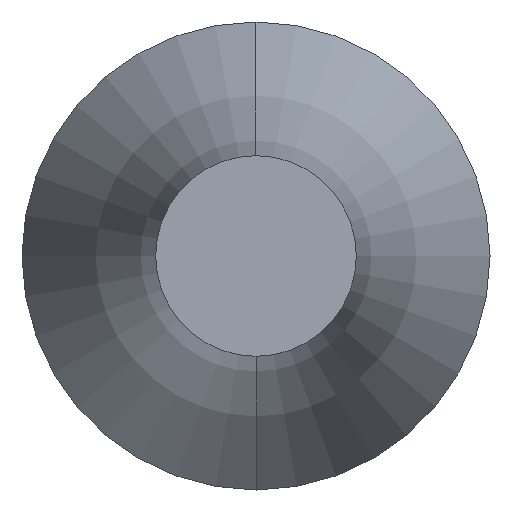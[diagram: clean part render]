
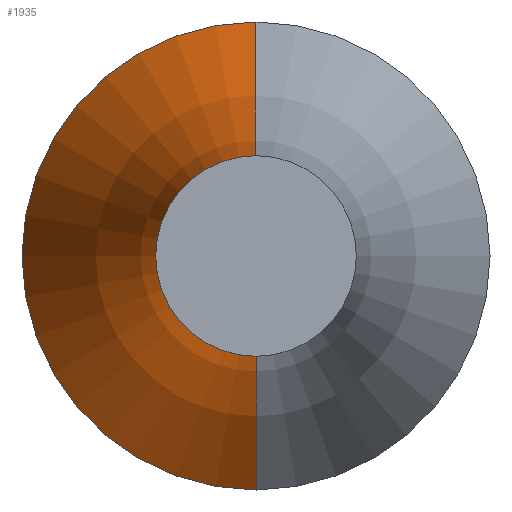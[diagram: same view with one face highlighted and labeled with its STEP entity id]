
A CAD part, front view. The second image highlights one B-rep face of the part: STEP entity #1935.
In plain terms, the highlighted toroidal (fillet/blend) face has major radius 78.062 mm and minor radius 72.062 mm.
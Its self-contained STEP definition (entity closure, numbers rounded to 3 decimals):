
#88 = EDGE_CURVE ( 'NONE', #1529, #388, #2526, .T. ) ;
#191 = DIRECTION ( 'NONE',  ( -1., 0., 0. ) ) ;
#229 = AXIS2_PLACEMENT_3D ( 'NONE', #517, #1583, #2045 ) ;
#274 = CIRCLE ( 'NONE', #1867, 14. ) ;
#305 = CIRCLE ( 'NONE', #229, 72.063 ) ;
#310 = ORIENTED_EDGE ( 'NONE', *, *, #88, .F. ) ;
#388 = VERTEX_POINT ( 'NONE', #625 ) ;
#451 = VERTEX_POINT ( 'NONE', #1513 ) ;
#517 = CARTESIAN_POINT ( 'NONE',  ( 0., 38., 78.063 ) ) ;
#526 = EDGE_CURVE ( 'NONE', #451, #388, #1425, .T. ) ;
#625 = CARTESIAN_POINT ( 'NONE',  ( 0., 38., -6. ) ) ;
#667 = CARTESIAN_POINT ( 'NONE',  ( 0., 38., 0. ) ) ;
#811 = FACE_OUTER_BOUND ( 'NONE', #1017, .T. ) ;
#820 = ORIENTED_EDGE ( 'NONE', *, *, #2316, .T. ) ;
#835 = AXIS2_PLACEMENT_3D ( 'NONE', #667, #1975, #2179 ) ;
#859 = CARTESIAN_POINT ( 'NONE',  ( 0., 38., -78.063 ) ) ;
#870 = VERTEX_POINT ( 'NONE', #1074 ) ;
#930 = ORIENTED_EDGE ( 'NONE', *, *, #1950, .F. ) ;
#1017 = EDGE_LOOP ( 'NONE', ( #930, #820, #1132, #310 ) ) ;
#1035 = DIRECTION ( 'NONE',  ( 0., -1., 0. ) ) ;
#1074 = CARTESIAN_POINT ( 'NONE',  ( 0., 5., 14. ) ) ;
#1132 = ORIENTED_EDGE ( 'NONE', *, *, #526, .T. ) ;
#1242 = DIRECTION ( 'NONE',  ( 0., 0., -1. ) ) ;
#1418 = TOROIDAL_SURFACE ( 'NONE', #1727, 78.063, 72.063 ) ;
#1425 = CIRCLE ( 'NONE', #835, 6. ) ;
#1513 = CARTESIAN_POINT ( 'NONE',  ( 0., 38., 6. ) ) ;
#1529 = VERTEX_POINT ( 'NONE', #2058 ) ;
#1583 = DIRECTION ( 'NONE',  ( 1., 0., 0. ) ) ;
#1727 = AXIS2_PLACEMENT_3D ( 'NONE', #2769, #1035, #2100 ) ;
#1867 = AXIS2_PLACEMENT_3D ( 'NONE', #2778, #2328, #1242 ) ;
#1930 = DIRECTION ( 'NONE',  ( 0., -1., 0. ) ) ;
#1935 = ADVANCED_FACE ( 'NONE', ( #811 ), #1418, .F. ) ;
#1950 = EDGE_CURVE ( 'NONE', #870, #1529, #274, .T. ) ;
#1975 = DIRECTION ( 'NONE',  ( 0., -1., 0. ) ) ;
#2045 = DIRECTION ( 'NONE',  ( 0., 0., -1. ) ) ;
#2058 = CARTESIAN_POINT ( 'NONE',  ( 0., 5., -14. ) ) ;
#2100 = DIRECTION ( 'NONE',  ( 0., 0., -1. ) ) ;
#2179 = DIRECTION ( 'NONE',  ( 0., 0., -1. ) ) ;
#2289 = AXIS2_PLACEMENT_3D ( 'NONE', #859, #191, #1930 ) ;
#2316 = EDGE_CURVE ( 'NONE', #870, #451, #305, .T. ) ;
#2328 = DIRECTION ( 'NONE',  ( 0., -1., 0. ) ) ;
#2526 = CIRCLE ( 'NONE', #2289, 72.063 ) ;
#2769 = CARTESIAN_POINT ( 'NONE',  ( 0., 38., 0. ) ) ;
#2778 = CARTESIAN_POINT ( 'NONE',  ( 0., 5., 0. ) ) ;
